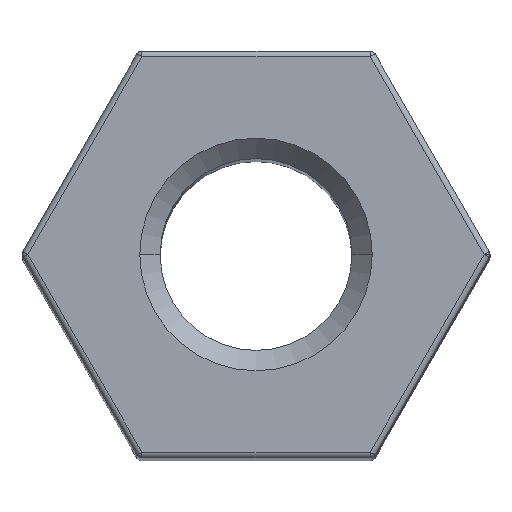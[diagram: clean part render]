
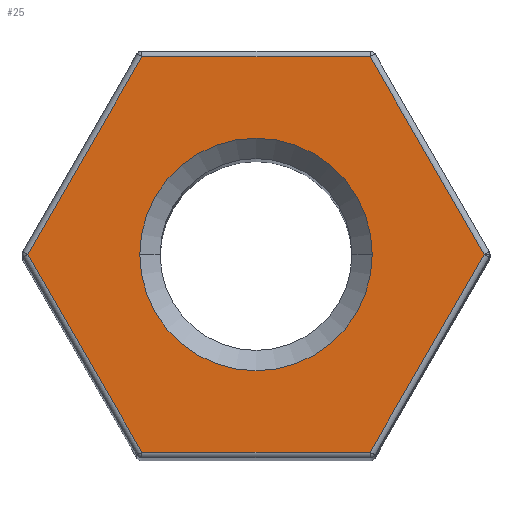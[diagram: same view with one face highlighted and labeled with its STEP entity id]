
A CAD part, top view. The second image highlights one B-rep face of the part: STEP entity #25.
In plain terms, the highlighted planar face has unit normal (0, 0, 1).
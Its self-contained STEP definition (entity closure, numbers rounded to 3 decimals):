
#8 = DIRECTION ( 'NONE',  ( 1., 0., 0. ) ) ;
#9 = ORIENTED_EDGE ( 'NONE', *, *, #1109, .T. ) ;
#19 = ORIENTED_EDGE ( 'NONE', *, *, #1118, .T. ) ;
#25 = ADVANCED_FACE ( 'NONE', ( #768, #464 ), #375, .T. ) ;
#36 = LINE ( 'NONE', #689, #926 ) ;
#42 = ORIENTED_EDGE ( 'NONE', *, *, #715, .T. ) ;
#43 = ORIENTED_EDGE ( 'NONE', *, *, #1121, .T. ) ;
#60 = VERTEX_POINT ( 'NONE', #267 ) ;
#109 = DIRECTION ( 'NONE',  ( 0.5, 0.866, 0. ) ) ;
#180 = VERTEX_POINT ( 'NONE', #943 ) ;
#183 = VERTEX_POINT ( 'NONE', #1155 ) ;
#188 = LINE ( 'NONE', #349, #513 ) ;
#220 = ORIENTED_EDGE ( 'NONE', *, *, #1104, .T. ) ;
#238 = ORIENTED_EDGE ( 'NONE', *, *, #1083, .T. ) ;
#252 = CARTESIAN_POINT ( 'NONE',  ( 4.041, 0., 30. ) ) ;
#255 = EDGE_LOOP ( 'NONE', ( #1025, #238, #883, #220, #9, #19 ) ) ;
#267 = CARTESIAN_POINT ( 'NONE',  ( 2., 0., 30. ) ) ;
#280 = CARTESIAN_POINT ( 'NONE',  ( 0., 0., 30. ) ) ;
#302 = VECTOR ( 'NONE', #468, 1000. ) ;
#349 = CARTESIAN_POINT ( 'NONE',  ( 1.934, 3.45, 30. ) ) ;
#375 = PLANE ( 'NONE',  #580 ) ;
#395 = DIRECTION ( 'NONE',  ( 1., 0., 0. ) ) ;
#440 = VERTEX_POINT ( 'NONE', #967 ) ;
#444 = VERTEX_POINT ( 'NONE', #453 ) ;
#453 = CARTESIAN_POINT ( 'NONE',  ( 1.963, 3.4, 30. ) ) ;
#464 = FACE_BOUND ( 'NONE', #1172, .T. ) ;
#468 = DIRECTION ( 'NONE',  ( 1., 0., 0. ) ) ;
#513 = VECTOR ( 'NONE', #1042, 1000. ) ;
#531 = AXIS2_PLACEMENT_3D ( 'NONE', #1191, #706, #8 ) ;
#580 = AXIS2_PLACEMENT_3D ( 'NONE', #252, #978, #833 ) ;
#622 = VERTEX_POINT ( 'NONE', #916 ) ;
#630 = VECTOR ( 'NONE', #1177, 1000. ) ;
#631 = CIRCLE ( 'NONE', #712, 2. ) ;
#649 = VERTEX_POINT ( 'NONE', #1206 ) ;
#689 = CARTESIAN_POINT ( 'NONE',  ( -1.934, -3.45, 30. ) ) ;
#695 = LINE ( 'NONE', #966, #1135 ) ;
#706 = DIRECTION ( 'NONE',  ( 0., 0., -1. ) ) ;
#712 = AXIS2_PLACEMENT_3D ( 'NONE', #280, #996, #395 ) ;
#715 = EDGE_CURVE ( 'NONE', #60, #180, #631, .T. ) ;
#768 = FACE_OUTER_BOUND ( 'NONE', #255, .T. ) ;
#800 = DIRECTION ( 'NONE',  ( 0.5, -0.866, 0. ) ) ;
#833 = DIRECTION ( 'NONE',  ( 1., 0., 0. ) ) ;
#857 = VERTEX_POINT ( 'NONE', #1243 ) ;
#878 = LINE ( 'NONE', #1041, #302 ) ;
#883 = ORIENTED_EDGE ( 'NONE', *, *, #1085, .T. ) ;
#893 = CARTESIAN_POINT ( 'NONE',  ( -3.955, -0.05, 30. ) ) ;
#900 = CARTESIAN_POINT ( 'NONE',  ( 3.955, 0.05, 30. ) ) ;
#904 = LINE ( 'NONE', #893, #630 ) ;
#916 = CARTESIAN_POINT ( 'NONE',  ( -1.963, 3.4, 30. ) ) ;
#926 = VECTOR ( 'NONE', #800, 1000. ) ;
#943 = CARTESIAN_POINT ( 'NONE',  ( -2., 0., 30. ) ) ;
#966 = CARTESIAN_POINT ( 'NONE',  ( -2.021, 3.4, 30. ) ) ;
#967 = CARTESIAN_POINT ( 'NONE',  ( 3.926, 0., 30. ) ) ;
#978 = DIRECTION ( 'NONE',  ( 0., 0., 1. ) ) ;
#996 = DIRECTION ( 'NONE',  ( 0., 0., -1. ) ) ;
#1016 = VECTOR ( 'NONE', #109, 1000. ) ;
#1025 = ORIENTED_EDGE ( 'NONE', *, *, #1076, .T. ) ;
#1034 = DIRECTION ( 'NONE',  ( -1., 0., 0. ) ) ;
#1041 = CARTESIAN_POINT ( 'NONE',  ( 2.021, -3.4, 30. ) ) ;
#1042 = DIRECTION ( 'NONE',  ( -0.5, 0.866, 0. ) ) ;
#1043 = LINE ( 'NONE', #900, #1016 ) ;
#1076 = EDGE_CURVE ( 'NONE', #444, #622, #695, .T. ) ;
#1083 = EDGE_CURVE ( 'NONE', #622, #857, #904, .T. ) ;
#1085 = EDGE_CURVE ( 'NONE', #857, #183, #36, .T. ) ;
#1104 = EDGE_CURVE ( 'NONE', #183, #649, #878, .T. ) ;
#1109 = EDGE_CURVE ( 'NONE', #649, #440, #1043, .T. ) ;
#1118 = EDGE_CURVE ( 'NONE', #440, #444, #188, .T. ) ;
#1121 = EDGE_CURVE ( 'NONE', #180, #60, #1214, .T. ) ;
#1135 = VECTOR ( 'NONE', #1034, 1000. ) ;
#1155 = CARTESIAN_POINT ( 'NONE',  ( -1.963, -3.4, 30. ) ) ;
#1172 = EDGE_LOOP ( 'NONE', ( #42, #43 ) ) ;
#1177 = DIRECTION ( 'NONE',  ( -0.5, -0.866, 0. ) ) ;
#1191 = CARTESIAN_POINT ( 'NONE',  ( 0., 0., 30. ) ) ;
#1206 = CARTESIAN_POINT ( 'NONE',  ( 1.963, -3.4, 30. ) ) ;
#1214 = CIRCLE ( 'NONE', #531, 2. ) ;
#1243 = CARTESIAN_POINT ( 'NONE',  ( -3.926, 0., 30. ) ) ;
